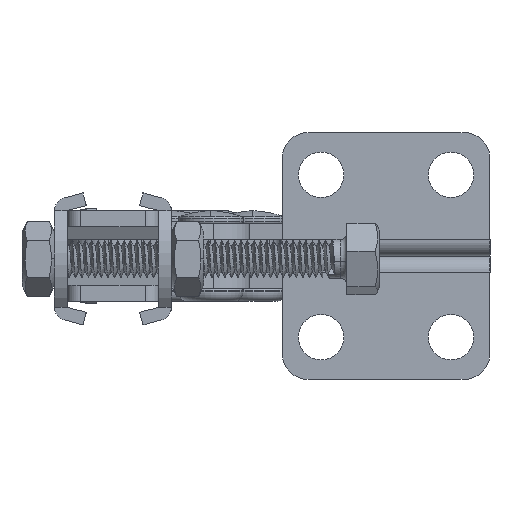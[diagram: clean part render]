
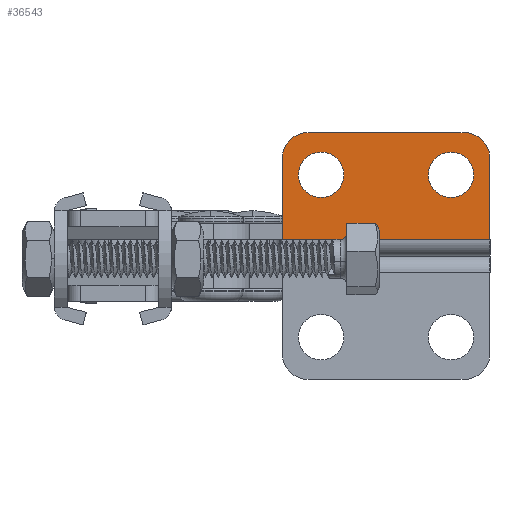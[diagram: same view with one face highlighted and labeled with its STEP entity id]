
A CAD part, left-side view. The second image highlights one B-rep face of the part: STEP entity #36543.
In plain terms, the highlighted planar face has unit normal (-1, 0, 0).
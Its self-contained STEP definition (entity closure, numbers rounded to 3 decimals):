
#28738 = CIRCLE ( 'NONE', #28751, 3.5 ) ;
#28749 = DIRECTION ( 'NONE',  ( 0., 0., 1. ) ) ;
#28750 = DIRECTION ( 'NONE',  ( -1., 0., 0. ) ) ;
#28751 = AXIS2_PLACEMENT_3D ( 'NONE', #28756, #28750, #28749 ) ;
#28756 = CARTESIAN_POINT ( 'NONE',  ( -2.5, 6., 12.5 ) ) ;
#28759 = CARTESIAN_POINT ( 'NONE',  ( -2.5, 6., 9. ) ) ;
#28780 = DIRECTION ( 'NONE',  ( 0., 0., 1. ) ) ;
#28781 = DIRECTION ( 'NONE',  ( -1., 0., 0. ) ) ;
#28782 = CARTESIAN_POINT ( 'NONE',  ( -2.5, 26., 12.5 ) ) ;
#28783 = AXIS2_PLACEMENT_3D ( 'NONE', #28782, #28781, #28780 ) ;
#28784 = CARTESIAN_POINT ( 'NONE',  ( -2.5, 6., 16. ) ) ;
#28790 = CIRCLE ( 'NONE', #28783, 3.5 ) ;
#28792 = CARTESIAN_POINT ( 'NONE',  ( -2.5, 26., 16. ) ) ;
#28795 = CARTESIAN_POINT ( 'NONE',  ( -2.5, 26., 9. ) ) ;
#32703 = CARTESIAN_POINT ( 'NONE',  ( -2.5, 6., 12.5 ) ) ;
#32707 = AXIS2_PLACEMENT_3D ( 'NONE', #32703, #34440, #34458 ) ;
#33676 = EDGE_CURVE ( 'NONE', #33693, #33741, #28738, .T. ) ;
#33693 = VERTEX_POINT ( 'NONE', #28759 ) ;
#33726 = VERTEX_POINT ( 'NONE', #28795 ) ;
#33728 = VERTEX_POINT ( 'NONE', #28792 ) ;
#33738 = EDGE_CURVE ( 'NONE', #33726, #33728, #28790, .T. ) ;
#33741 = VERTEX_POINT ( 'NONE', #28784 ) ;
#33820 = CIRCLE ( 'NONE', #32707, 3.5 ) ;
#34440 = DIRECTION ( 'NONE',  ( -1., 0., 0. ) ) ;
#34458 = DIRECTION ( 'NONE',  ( 0., 0., 1. ) ) ;
#35072 = CARTESIAN_POINT ( 'NONE',  ( -2.5, 0., 15. ) ) ;
#35081 = CARTESIAN_POINT ( 'NONE',  ( -2.5, 0., 2.5 ) ) ;
#35208 = DIRECTION ( 'NONE',  ( 0., 0., 1. ) ) ;
#35209 = VECTOR ( 'NONE', #35208, 1000. ) ;
#35211 = CARTESIAN_POINT ( 'NONE',  ( -2.5, 0., 0. ) ) ;
#35212 = LINE ( 'NONE', #35211, #35209 ) ;
#35520 = CARTESIAN_POINT ( 'NONE',  ( -2.5, 32., 2.5 ) ) ;
#35657 = DIRECTION ( 'NONE',  ( 0., 0., -1. ) ) ;
#35659 = CARTESIAN_POINT ( 'NONE',  ( -2.5, 32., 0. ) ) ;
#35668 = CARTESIAN_POINT ( 'NONE',  ( -2.5, 32., 15. ) ) ;
#35692 = CARTESIAN_POINT ( 'NONE',  ( -2.5, 28., 19. ) ) ;
#35812 = VECTOR ( 'NONE', #35657, 1000. ) ;
#35830 = LINE ( 'NONE', #35659, #35812 ) ;
#35892 = CIRCLE ( 'NONE', #35980, 4. ) ;
#35903 = CARTESIAN_POINT ( 'NONE',  ( -2.5, 4., 15. ) ) ;
#35906 = LINE ( 'NONE', #36007, #36005 ) ;
#35916 = CIRCLE ( 'NONE', #36018, 4. ) ;
#35948 = DIRECTION ( 'NONE',  ( -1., 0., 0. ) ) ;
#35953 = DIRECTION ( 'NONE',  ( 0., 0., 1. ) ) ;
#35964 = CIRCLE ( 'NONE', #36082, 3.5 ) ;
#35976 = DIRECTION ( 'NONE',  ( 0., 0., -1. ) ) ;
#35978 = DIRECTION ( 'NONE',  ( -1., 0., 0. ) ) ;
#35980 = AXIS2_PLACEMENT_3D ( 'NONE', #35988, #35978, #35976 ) ;
#35983 = CARTESIAN_POINT ( 'NONE',  ( -2.5, 4., 19. ) ) ;
#35988 = CARTESIAN_POINT ( 'NONE',  ( -2.5, 28., 15. ) ) ;
#36003 = DIRECTION ( 'NONE',  ( 0., 1., 0. ) ) ;
#36005 = VECTOR ( 'NONE', #36003, 1000. ) ;
#36007 = CARTESIAN_POINT ( 'NONE',  ( -2.5, 28., 19. ) ) ;
#36010 = FACE_OUTER_BOUND ( 'NONE', #36541, .T. ) ;
#36014 = DIRECTION ( 'NONE',  ( 0., 0., 1. ) ) ;
#36016 = DIRECTION ( 'NONE',  ( -1., 0., 0. ) ) ;
#36018 = AXIS2_PLACEMENT_3D ( 'NONE', #35903, #36016, #36014 ) ;
#36053 = DIRECTION ( 'NONE',  ( 0., -1., 0. ) ) ;
#36055 = VECTOR ( 'NONE', #36053, 1000. ) ;
#36062 = CARTESIAN_POINT ( 'NONE',  ( -2.5, 0., 2.5 ) ) ;
#36075 = FACE_BOUND ( 'NONE', #36533, .T. ) ;
#36077 = DIRECTION ( 'NONE',  ( 0., 0., 1. ) ) ;
#36079 = DIRECTION ( 'NONE',  ( -1., 0., 0. ) ) ;
#36080 = CARTESIAN_POINT ( 'NONE',  ( -2.5, 26., 12.5 ) ) ;
#36082 = AXIS2_PLACEMENT_3D ( 'NONE', #36080, #36079, #36077 ) ;
#36084 = CARTESIAN_POINT ( 'NONE',  ( -2.5, 4., 15. ) ) ;
#36092 = FACE_BOUND ( 'NONE', #36524, .T. ) ;
#36094 = PLANE ( 'NONE',  #36104 ) ;
#36102 = LINE ( 'NONE', #36062, #36055 ) ;
#36104 = AXIS2_PLACEMENT_3D ( 'NONE', #36084, #35948, #35953 ) ;
#36195 = VERTEX_POINT ( 'NONE', #35081 ) ;
#36196 = VERTEX_POINT ( 'NONE', #35072 ) ;
#36248 = EDGE_CURVE ( 'NONE', #36195, #36196, #35212, .T. ) ;
#36355 = ORIENTED_EDGE ( 'NONE', *, *, #33738, .F. ) ;
#36392 = VERTEX_POINT ( 'NONE', #35520 ) ;
#36427 = EDGE_CURVE ( 'NONE', #33741, #33693, #33820, .T. ) ;
#36434 = ORIENTED_EDGE ( 'NONE', *, *, #36248, .T. ) ;
#36436 = ORIENTED_EDGE ( 'NONE', *, *, #36540, .F. ) ;
#36451 = VERTEX_POINT ( 'NONE', #35668 ) ;
#36465 = EDGE_CURVE ( 'NONE', #36451, #36392, #35830, .T. ) ;
#36496 = ORIENTED_EDGE ( 'NONE', *, *, #36546, .T. ) ;
#36498 = VERTEX_POINT ( 'NONE', #35692 ) ;
#36505 = EDGE_CURVE ( 'NONE', #36196, #36530, #35916, .T. ) ;
#36510 = ORIENTED_EDGE ( 'NONE', *, *, #36505, .T. ) ;
#36511 = EDGE_CURVE ( 'NONE', #36530, #36498, #35906, .T. ) ;
#36516 = ORIENTED_EDGE ( 'NONE', *, *, #36511, .T. ) ;
#36518 = EDGE_CURVE ( 'NONE', #36498, #36451, #35892, .T. ) ;
#36524 = EDGE_LOOP ( 'NONE', ( #36595, #36597 ) ) ;
#36530 = VERTEX_POINT ( 'NONE', #35983 ) ;
#36533 = EDGE_LOOP ( 'NONE', ( #36355, #36436 ) ) ;
#36540 = EDGE_CURVE ( 'NONE', #33728, #33726, #35964, .T. ) ;
#36541 = EDGE_LOOP ( 'NONE', ( #36547, #36496, #36434, #36510, #36516, #36545 ) ) ;
#36543 = ADVANCED_FACE ( 'NONE', ( #36075, #36010, #36092 ), #36094, .T. ) ;
#36545 = ORIENTED_EDGE ( 'NONE', *, *, #36518, .T. ) ;
#36546 = EDGE_CURVE ( 'NONE', #36392, #36195, #36102, .T. ) ;
#36547 = ORIENTED_EDGE ( 'NONE', *, *, #36465, .T. ) ;
#36595 = ORIENTED_EDGE ( 'NONE', *, *, #33676, .F. ) ;
#36597 = ORIENTED_EDGE ( 'NONE', *, *, #36427, .F. ) ;
